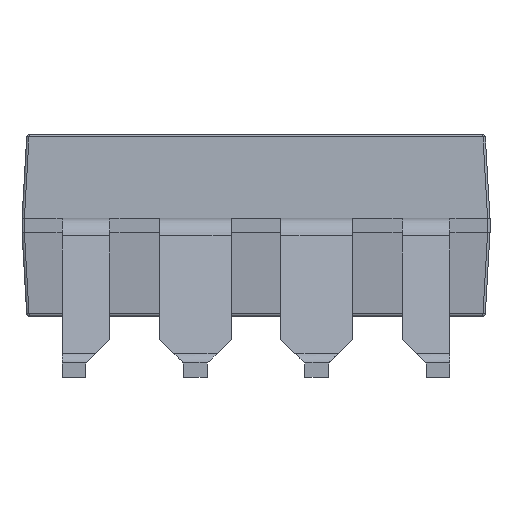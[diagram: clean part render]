
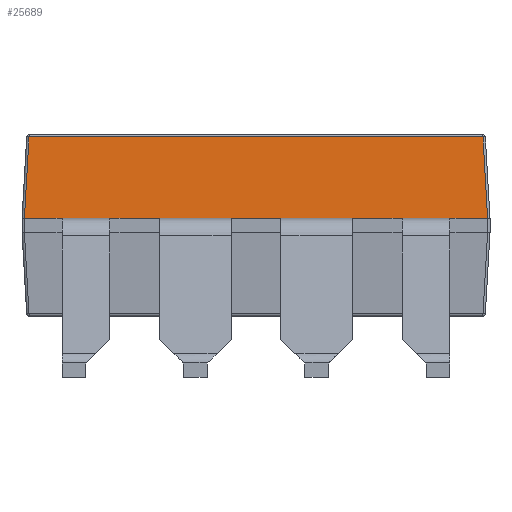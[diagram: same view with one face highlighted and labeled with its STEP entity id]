
A CAD part, front view. The second image highlights one B-rep face of the part: STEP entity #25689.
In plain terms, the highlighted planar face has unit normal (0, -0.998, 0.057).
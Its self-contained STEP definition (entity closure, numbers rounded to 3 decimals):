
#73 = ORIENTED_EDGE ( 'NONE', *, *, #19578, .F. ) ;
#630 = EDGE_CURVE ( 'NONE', #24055, #3209, #11107, .T. ) ;
#1450 = VERTEX_POINT ( 'NONE', #16727 ) ;
#1591 = VERTEX_POINT ( 'NONE', #28156 ) ;
#1633 = LINE ( 'NONE', #21629, #26196 ) ;
#1917 = DIRECTION ( 'NONE',  ( -1., 0., 0. ) ) ;
#1968 = ORIENTED_EDGE ( 'NONE', *, *, #27682, .T. ) ;
#2389 = DIRECTION ( 'NONE',  ( -1., 0., 0. ) ) ;
#2459 = EDGE_LOOP ( 'NONE', ( #10383, #25059, #22149, #16099, #1968, #19921, #20050, #15899, #24209, #25882, #4723, #73, #22792, #27873 ) ) ;
#2544 = DIRECTION ( 'NONE',  ( -1., 0., 0. ) ) ;
#2807 = VECTOR ( 'NONE', #11489, 1000. ) ;
#3209 = VERTEX_POINT ( 'NONE', #8912 ) ;
#3579 = CARTESIAN_POINT ( 'NONE',  ( -4.85, -3.3, 2.1 ) ) ;
#4723 = ORIENTED_EDGE ( 'NONE', *, *, #27606, .T. ) ;
#5149 = VECTOR ( 'NONE', #20782, 1000. ) ;
#5268 = DIRECTION ( 'NONE',  ( -0.057, -0.057, -0.997 ) ) ;
#5360 = FACE_OUTER_BOUND ( 'NONE', #2459, .T. ) ;
#6365 = CARTESIAN_POINT ( 'NONE',  ( -4.9, -3.3, 2.1 ) ) ;
#6498 = DIRECTION ( 'NONE',  ( 1., 0., 0. ) ) ;
#6978 = CARTESIAN_POINT ( 'NONE',  ( 0.52, -3.3, 2.1 ) ) ;
#7595 = LINE ( 'NONE', #27458, #19571 ) ;
#7636 = CARTESIAN_POINT ( 'NONE',  ( -2.02, -3.3, 2.1 ) ) ;
#8001 = EDGE_CURVE ( 'NONE', #1591, #24055, #22123, .T. ) ;
#8078 = LINE ( 'NONE', #21082, #14322 ) ;
#8200 = EDGE_CURVE ( 'NONE', #11151, #3209, #20396, .T. ) ;
#8912 = CARTESIAN_POINT ( 'NONE',  ( -4.85, -3.3, 2.1 ) ) ;
#9387 = CARTESIAN_POINT ( 'NONE',  ( -4.753, -3.203, 3.803 ) ) ;
#9430 = CARTESIAN_POINT ( 'NONE',  ( 4.753, -3.203, 3.803 ) ) ;
#9618 = LINE ( 'NONE', #16190, #2807 ) ;
#9856 = CARTESIAN_POINT ( 'NONE',  ( 4.06, -3.3, 2.1 ) ) ;
#9925 = CARTESIAN_POINT ( 'NONE',  ( 4.85, -3.3, 2.1 ) ) ;
#10218 = EDGE_CURVE ( 'NONE', #21694, #1450, #10690, .T. ) ;
#10383 = ORIENTED_EDGE ( 'NONE', *, *, #19491, .T. ) ;
#10690 = LINE ( 'NONE', #23838, #18692 ) ;
#11107 = LINE ( 'NONE', #26384, #12426 ) ;
#11133 = CARTESIAN_POINT ( 'NONE',  ( -0.52, -3.3, 2.1 ) ) ;
#11151 = VERTEX_POINT ( 'NONE', #9387 ) ;
#11489 = DIRECTION ( 'NONE',  ( -0.057, 0.057, 0.997 ) ) ;
#11635 = CARTESIAN_POINT ( 'NONE',  ( 3.06, -3.3, 2.1 ) ) ;
#11718 = LINE ( 'NONE', #27171, #24272 ) ;
#12015 = DIRECTION ( 'NONE',  ( -1., 0., 0. ) ) ;
#12390 = EDGE_CURVE ( 'NONE', #25628, #12656, #7595, .T. ) ;
#12426 = VECTOR ( 'NONE', #2389, 1000. ) ;
#12656 = VERTEX_POINT ( 'NONE', #18551 ) ;
#13272 = CARTESIAN_POINT ( 'NONE',  ( -4.9, -3.3, 2.1 ) ) ;
#13625 = VERTEX_POINT ( 'NONE', #6978 ) ;
#14042 = VERTEX_POINT ( 'NONE', #9856 ) ;
#14063 = LINE ( 'NONE', #16494, #22064 ) ;
#14066 = PLANE ( 'NONE',  #24289 ) ;
#14322 = VECTOR ( 'NONE', #20660, 1000. ) ;
#14500 = DIRECTION ( 'NONE',  ( 0., -0.998, 0.057 ) ) ;
#15166 = LINE ( 'NONE', #17866, #17832 ) ;
#15899 = ORIENTED_EDGE ( 'NONE', *, *, #19419, .F. ) ;
#16013 = CARTESIAN_POINT ( 'NONE',  ( 0., -3.203, 3.803 ) ) ;
#16032 = VECTOR ( 'NONE', #20741, 1000. ) ;
#16099 = ORIENTED_EDGE ( 'NONE', *, *, #8001, .F. ) ;
#16190 = CARTESIAN_POINT ( 'NONE',  ( 4.735, -3.185, 4.12 ) ) ;
#16494 = CARTESIAN_POINT ( 'NONE',  ( -4.56, -3.3, 2.1 ) ) ;
#16727 = CARTESIAN_POINT ( 'NONE',  ( 2.02, -3.3, 2.1 ) ) ;
#16803 = CARTESIAN_POINT ( 'NONE',  ( -3.06, -3.3, 2.1 ) ) ;
#17832 = VECTOR ( 'NONE', #24459, 1000. ) ;
#17866 = CARTESIAN_POINT ( 'NONE',  ( -4.9, -3.3, 2.1 ) ) ;
#18551 = CARTESIAN_POINT ( 'NONE',  ( 4.85, -3.3, 2.1 ) ) ;
#18692 = VECTOR ( 'NONE', #25703, 1000. ) ;
#18710 = EDGE_CURVE ( 'NONE', #25628, #21199, #9618, .T. ) ;
#18811 = VECTOR ( 'NONE', #26078, 1000. ) ;
#18896 = VERTEX_POINT ( 'NONE', #11133 ) ;
#19419 = EDGE_CURVE ( 'NONE', #13625, #18896, #15166, .T. ) ;
#19491 = EDGE_CURVE ( 'NONE', #21199, #11151, #22024, .T. ) ;
#19571 = VECTOR ( 'NONE', #27726, 1000. ) ;
#19578 = EDGE_CURVE ( 'NONE', #12656, #14042, #11718, .T. ) ;
#19921 = ORIENTED_EDGE ( 'NONE', *, *, #20013, .F. ) ;
#20013 = EDGE_CURVE ( 'NONE', #20152, #20840, #28072, .T. ) ;
#20050 = ORIENTED_EDGE ( 'NONE', *, *, #26307, .T. ) ;
#20152 = VERTEX_POINT ( 'NONE', #24743 ) ;
#20333 = VECTOR ( 'NONE', #2544, 1000. ) ;
#20396 = LINE ( 'NONE', #25125, #26733 ) ;
#20660 = DIRECTION ( 'NONE',  ( 1., 0., 0. ) ) ;
#20741 = DIRECTION ( 'NONE',  ( -1., 0., 0. ) ) ;
#20782 = DIRECTION ( 'NONE',  ( 1., 0., 0. ) ) ;
#20840 = VERTEX_POINT ( 'NONE', #16803 ) ;
#21072 = LINE ( 'NONE', #7636, #5149 ) ;
#21082 = CARTESIAN_POINT ( 'NONE',  ( 3.06, -3.3, 2.1 ) ) ;
#21199 = VERTEX_POINT ( 'NONE', #9430 ) ;
#21629 = CARTESIAN_POINT ( 'NONE',  ( 0.52, -3.3, 2.1 ) ) ;
#21694 = VERTEX_POINT ( 'NONE', #11635 ) ;
#22024 = LINE ( 'NONE', #16013, #16032 ) ;
#22064 = VECTOR ( 'NONE', #22923, 1000. ) ;
#22123 = LINE ( 'NONE', #13272, #20333 ) ;
#22149 = ORIENTED_EDGE ( 'NONE', *, *, #630, .F. ) ;
#22792 = ORIENTED_EDGE ( 'NONE', *, *, #12390, .F. ) ;
#22923 = DIRECTION ( 'NONE',  ( 1., 0., 0. ) ) ;
#23838 = CARTESIAN_POINT ( 'NONE',  ( -4.9, -3.3, 2.1 ) ) ;
#24055 = VERTEX_POINT ( 'NONE', #3579 ) ;
#24209 = ORIENTED_EDGE ( 'NONE', *, *, #27735, .T. ) ;
#24272 = VECTOR ( 'NONE', #12015, 1000. ) ;
#24289 = AXIS2_PLACEMENT_3D ( 'NONE', #25643, #14500, #1917 ) ;
#24459 = DIRECTION ( 'NONE',  ( -1., 0., 0. ) ) ;
#24743 = CARTESIAN_POINT ( 'NONE',  ( -2.02, -3.3, 2.1 ) ) ;
#25059 = ORIENTED_EDGE ( 'NONE', *, *, #8200, .T. ) ;
#25125 = CARTESIAN_POINT ( 'NONE',  ( -4.735, -3.185, 4.12 ) ) ;
#25628 = VERTEX_POINT ( 'NONE', #9925 ) ;
#25643 = CARTESIAN_POINT ( 'NONE',  ( 0., -3.2, 3.85 ) ) ;
#25689 = ADVANCED_FACE ( 'NONE', ( #5360 ), #14066, .T. ) ;
#25703 = DIRECTION ( 'NONE',  ( -1., 0., 0. ) ) ;
#25882 = ORIENTED_EDGE ( 'NONE', *, *, #10218, .F. ) ;
#26078 = DIRECTION ( 'NONE',  ( -1., 0., 0. ) ) ;
#26196 = VECTOR ( 'NONE', #6498, 1000. ) ;
#26307 = EDGE_CURVE ( 'NONE', #20152, #18896, #21072, .T. ) ;
#26384 = CARTESIAN_POINT ( 'NONE',  ( -4.9, -3.3, 2.1 ) ) ;
#26733 = VECTOR ( 'NONE', #5268, 1000. ) ;
#27171 = CARTESIAN_POINT ( 'NONE',  ( -4.9, -3.3, 2.1 ) ) ;
#27458 = CARTESIAN_POINT ( 'NONE',  ( -4.9, -3.3, 2.1 ) ) ;
#27606 = EDGE_CURVE ( 'NONE', #21694, #14042, #8078, .T. ) ;
#27682 = EDGE_CURVE ( 'NONE', #1591, #20840, #14063, .T. ) ;
#27726 = DIRECTION ( 'NONE',  ( -1., 0., 0. ) ) ;
#27735 = EDGE_CURVE ( 'NONE', #13625, #1450, #1633, .T. ) ;
#27873 = ORIENTED_EDGE ( 'NONE', *, *, #18710, .T. ) ;
#28072 = LINE ( 'NONE', #6365, #18811 ) ;
#28156 = CARTESIAN_POINT ( 'NONE',  ( -4.06, -3.3, 2.1 ) ) ;
